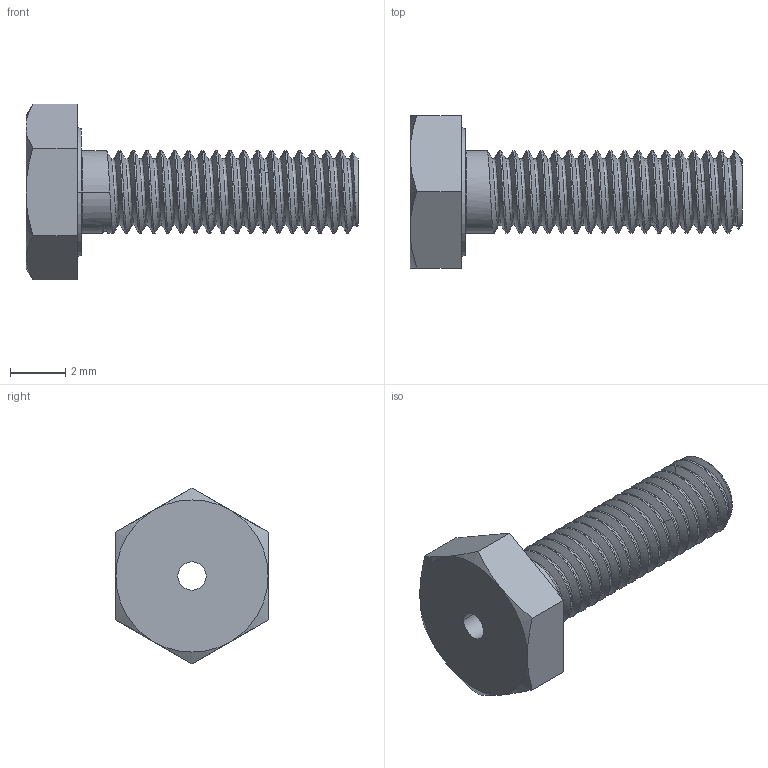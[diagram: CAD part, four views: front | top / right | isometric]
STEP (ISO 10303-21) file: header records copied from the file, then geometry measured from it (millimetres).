
FILE_DESCRIPTION((''),'2;1');
FILE_NAME('001_HEX_HEAD_SCREWS_MM_ASM','2022-11-24T',('SYSTEM'),(''),'PRO/ENGINEER BY PARAMETRIC TECHNOLOGY CORPORATION, 2016360','PRO/ENGINEER BY PARAMETRIC TECHNOLOGY CORPORATION, 2016360','');
FILE_SCHEMA(('AUTOMOTIVE_DESIGN { 1 0 10303 214 1 1 1 1 }'));
Length unit declared in the file: millimetre
Products named in the file (2): MH-305_AF0; 001_HEX_HEAD_SCREWS_MM_ASM
Assembly tree (1 placements, depth 2):
  001_HEX_HEAD_SCREWS_MM_ASM
    MH-305_AF0
Bounding box: 12 x 5.5 x 6.35 mm (x, y, z)
Volume: 99.1 mm3; surface area: 259.7 mm2
Topology: 1 solids, 1 shells, 78 faces, 202 edges, 128 vertices
Faces by surface type: cylinder 38, bspline 17, cone 11, plane 10, torus 2
Entity records: 8556 total; most frequent: CARTESIAN_POINT 6716, ORIENTED_EDGE 404, DIRECTION 239, EDGE_CURVE 202, VERTEX_POINT 128, B_SPLINE_CURVE_WITH_KNOTS 115, COLOUR_RGB 110, AXIS2_PLACEMENT_3D 88
